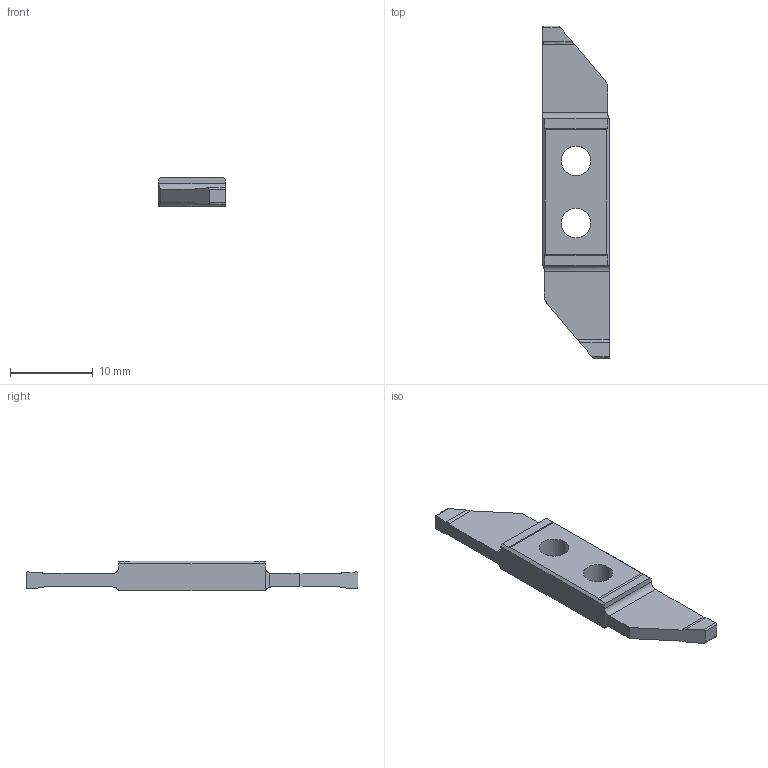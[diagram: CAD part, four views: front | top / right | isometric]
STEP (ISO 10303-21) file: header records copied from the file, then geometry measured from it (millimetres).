
FILE_DESCRIPTION (( 'STEP AP214' ), '1' );
FILE_NAME ('CUT-554-01.step', '2017-05-19T12:04:58', ( '' ), ( '' ), 'SwSTEP 2.0', 'SolidWorks 2016', '' );
FILE_SCHEMA (( 'AUTOMOTIVE_DESIGN' ));
Length unit declared in the file: millimetre
Products named in the file (1): CUT-554-01
Bounding box: 8 x 40 x 3.6 mm (x, y, z)
Volume: 657.9 mm3; surface area: 823 mm2
Topology: 1 solids, 1 shells, 50 faces, 144 edges, 96 vertices
Faces by surface type: plane 24, cylinder 15, bspline 10, cone 1
Entity records: 1801 total; most frequent: CARTESIAN_POINT 510, ORIENTED_EDGE 288, DIRECTION 221, EDGE_CURVE 144, VERTEX_POINT 96, LINE 91, VECTOR 91, AXIS2_PLACEMENT_3D 65
